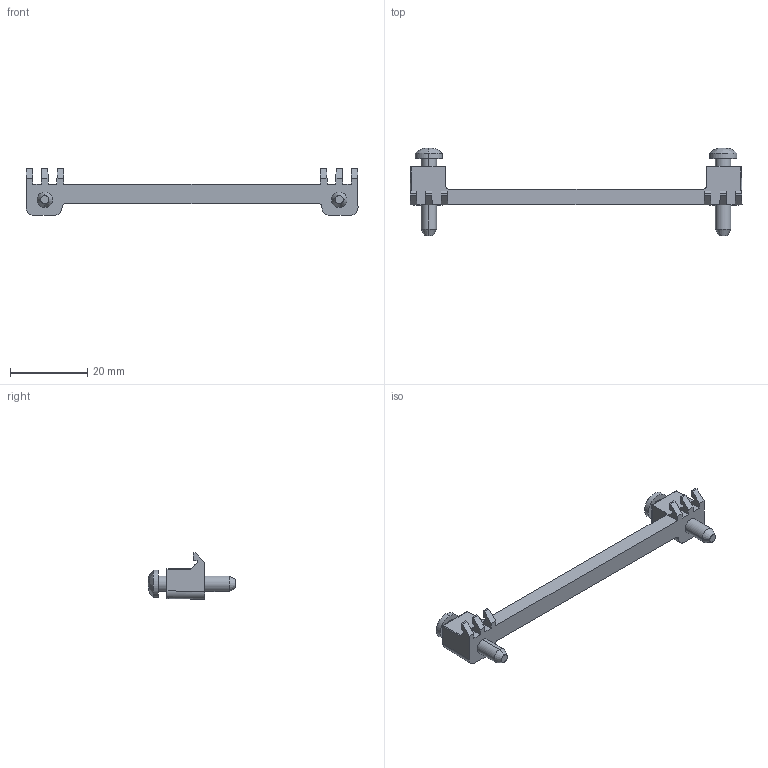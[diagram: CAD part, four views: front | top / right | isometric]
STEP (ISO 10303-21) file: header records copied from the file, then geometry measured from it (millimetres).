
FILE_DESCRIPTION(/* description */ (''),/* implementation_level */ '2;1');
FILE_NAME(/* name */ '7KM9900-0GA00-0AA0_v.stp',/* time_stamp */ '2024-04-03T13:05:20+02:00',/* author */ (''),/* organization */ (''),/* preprocessor_version */ 'ST-DEVELOPER v19.3',/* originating_system */ 'SIEMENS PLM Software NX2212.1700',/* authorisation */ '');
FILE_SCHEMA (('AUTOMOTIVE_DESIGN { 1 0 10303 214 3 1 1 1 }'));
Length unit declared in the file: millimetre
Products named in the file (1): model1
Bounding box: 85.7 x 22.7 x 12.01 mm (x, y, z)
Volume: 3188.9 mm3; surface area: 2744.8 mm2
Topology: 1 solids, 1 shells, 148 faces, 372 edges, 232 vertices
Faces by surface type: plane 96, cylinder 30, cone 8, torus 8, bspline 4, sphere 2
Entity records: 5241 total; most frequent: CARTESIAN_POINT 1087, ORIENTED_EDGE 744, DIRECTION 700, EDGE_CURVE 372, LINE 250, VECTOR 250, VERTEX_POINT 232, AXIS2_PLACEMENT_3D 225
